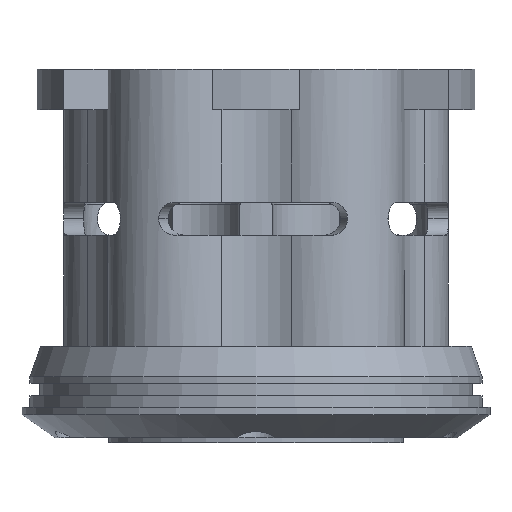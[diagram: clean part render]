
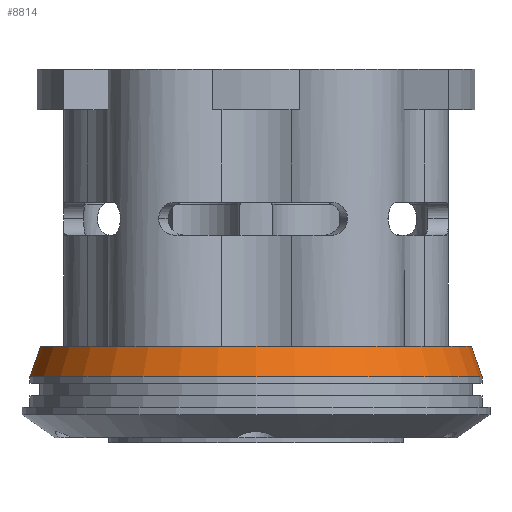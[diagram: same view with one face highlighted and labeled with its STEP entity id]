
A CAD part, front view. The second image highlights one B-rep face of the part: STEP entity #8814.
In plain terms, the highlighted conical face has half-angle 19.256 degrees and reference radius 106.752 mm.
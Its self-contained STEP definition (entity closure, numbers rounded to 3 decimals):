
#1825=CARTESIAN_POINT('POINT145',(109.331,0.,
   31.969));
#1826=VERTEX_POINT('VERTEX145',#1825);
#1833=CARTESIAN_POINT('POINT146',(-109.331,
   0.,31.969));
#1834=VERTEX_POINT('VERTEX146',#1833);
#1835=CARTESIAN_POINT('POS165',(0.,0.,31.969)
   );
#1836=DIRECTION('DIR248',(0.,0.,1.));
#1837=DIRECTION('DIR249',(1.,0.,0.));
#1838=AXIS2_PLACEMENT_3D('AXIS84',#1835,#1836,#1837);
#1839=CIRCLE('ELLIPSE53',#1838,109.331);
#1840=EDGE_CURVE('EDGE171',#1834,#1826,#1839,.T.);
#8783=CARTESIAN_POINT('POINT358',(-104.173,
   0.,46.732));
#8784=VERTEX_POINT('VERTEX358',#8783);
#8785=CARTESIAN_POINT('POS529',(-106.752,
   0.,39.35));
#8786=DIRECTION('DIR838',(-0.33,0.,
   -0.944));
#8787=VECTOR('VEC220',#8786,1.);
#8788=LINE('STRAIGHT220',#8785,#8787);
#8789=EDGE_CURVE('EDGE512',#8784,#1834,#8788,.T.);
#8790=ORIENTED_EDGE('COEDGE837',*,*,#8789,.T.);
#8791=ORIENTED_EDGE('COEDGE838',*,*,#1840,.T.);
#8792=CARTESIAN_POINT('POINT359',(104.173,0.,
   46.732));
#8793=VERTEX_POINT('VERTEX359',#8792);
#8794=CARTESIAN_POINT('POS530',(106.752,
   0.,39.35));
#8795=DIRECTION('DIR839',(-0.33,0.,
   0.944));
#8796=VECTOR('VEC221',#8795,1.);
#8797=LINE('STRAIGHT221',#8794,#8796);
#8798=EDGE_CURVE('EDGE513',#1826,#8793,#8797,.T.);
#8799=ORIENTED_EDGE('COEDGE839',*,*,#8798,.T.);
#8800=CARTESIAN_POINT('POS531',(0.,0.,46.732)
   );
#8801=DIRECTION('DIR840',(0.,0.,1.));
#8802=DIRECTION('DIR841',(1.,0.,0.));
#8803=AXIS2_PLACEMENT_3D('AXIS310',#8800,#8801,#8802);
#8804=CIRCLE('ELLIPSE181',#8803,104.173);
#8805=EDGE_CURVE('EDGE514',#8784,#8793,#8804,.T.);
#8806=ORIENTED_EDGE('COEDGE840',*,*,#8805,.F.);
#8807=EDGE_LOOP('NONE',(#8790,#8791,#8799,#8806));
#8808=FACE_BOUND('LOOP1',#8807,.T.);
#8809=CARTESIAN_POINT('POS532',(0.,0.,39.35)
   );
#8810=DIRECTION('DIR842',(0.,0.,-1.));
#8811=DIRECTION('DIR843',(-1.,0.,0.));
#8812=AXIS2_PLACEMENT_3D('AXIS311',#8809,#8810,#8811);
#8813=CONICAL_SURFACE('CONE_SURF53',#8812,106.752,
   0.336);
#8814=ADVANCED_FACE('FACE152',(#8808),#8813,.T.);
